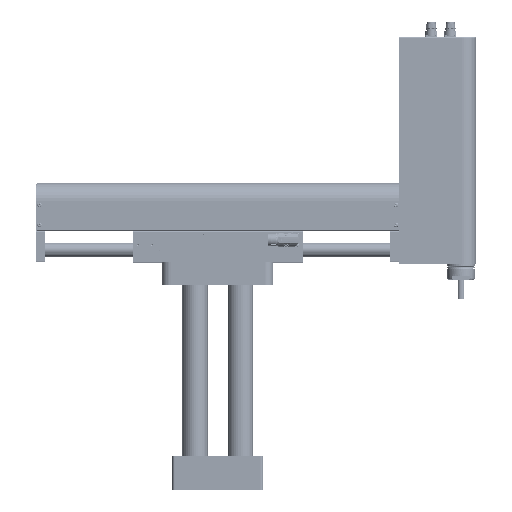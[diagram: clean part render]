
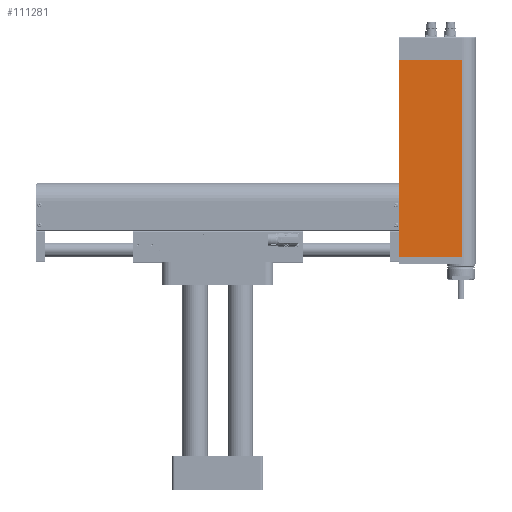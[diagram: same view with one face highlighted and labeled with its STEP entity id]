
A CAD part, top view. The second image highlights one B-rep face of the part: STEP entity #111281.
In plain terms, the highlighted face is planar.
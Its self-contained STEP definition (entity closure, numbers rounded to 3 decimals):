
#420 = AXIS2_PLACEMENT_3D ( 'NONE', #66566, #247467, #1236 ) ;
#1236 = DIRECTION ( 'NONE',  ( 1., 0., 0. ) ) ;
#2461 = CARTESIAN_POINT ( 'NONE',  ( 67., 25., 0. ) ) ;
#3365 = DIRECTION ( 'NONE',  ( -1., 0., 0. ) ) ;
#10400 = VERTEX_POINT ( 'NONE', #2461 ) ;
#19685 = CARTESIAN_POINT ( 'NONE',  ( 67., 25., 347. ) ) ;
#30306 = EDGE_CURVE ( 'NONE', #10400, #254496, #258343, .T. ) ;
#43079 = VECTOR ( 'NONE', #3365, 1000. ) ;
#51782 = ORIENTED_EDGE ( 'NONE', *, *, #259881, .T. ) ;
#66566 = CARTESIAN_POINT ( 'NONE',  ( -67.5, 25., 347. ) ) ;
#67191 = ORIENTED_EDGE ( 'NONE', *, *, #30306, .T. ) ;
#70246 = ORIENTED_EDGE ( 'NONE', *, *, #129794, .F. ) ;
#74317 = VECTOR ( 'NONE', #85987, 1000. ) ;
#85987 = DIRECTION ( 'NONE',  ( 0., 0., 1. ) ) ;
#88897 = LINE ( 'NONE', #289054, #74317 ) ;
#91457 = EDGE_CURVE ( 'NONE', #254496, #247994, #88897, .T. ) ;
#111281 = ADVANCED_FACE ( 'NONE', ( #248914 ), #183606, .F. ) ;
#116100 = CARTESIAN_POINT ( 'NONE',  ( -67.5, 25., 347. ) ) ;
#116571 = VECTOR ( 'NONE', #263280, 1000. ) ;
#129794 = EDGE_CURVE ( 'NONE', #252624, #247994, #136935, .T. ) ;
#130713 = VECTOR ( 'NONE', #262703, 1000. ) ;
#136935 = LINE ( 'NONE', #116100, #43079 ) ;
#139005 = CARTESIAN_POINT ( 'NONE',  ( -42.5, 25., 0. ) ) ;
#148544 = CARTESIAN_POINT ( 'NONE',  ( -67.5, 25., 0. ) ) ;
#183606 = PLANE ( 'NONE',  #420 ) ;
#189476 = EDGE_LOOP ( 'NONE', ( #70246, #51782, #67191, #272311 ) ) ;
#201417 = LINE ( 'NONE', #261820, #116571 ) ;
#225472 = CARTESIAN_POINT ( 'NONE',  ( -42.5, 25., 347. ) ) ;
#247467 = DIRECTION ( 'NONE',  ( 0., -1., 0. ) ) ;
#247994 = VERTEX_POINT ( 'NONE', #225472 ) ;
#248914 = FACE_OUTER_BOUND ( 'NONE', #189476, .T. ) ;
#252624 = VERTEX_POINT ( 'NONE', #19685 ) ;
#254496 = VERTEX_POINT ( 'NONE', #139005 ) ;
#258343 = LINE ( 'NONE', #148544, #130713 ) ;
#259881 = EDGE_CURVE ( 'NONE', #252624, #10400, #201417, .T. ) ;
#261820 = CARTESIAN_POINT ( 'NONE',  ( 67., 25., 347. ) ) ;
#262703 = DIRECTION ( 'NONE',  ( -1., 0., 0. ) ) ;
#263280 = DIRECTION ( 'NONE',  ( 0., 0., -1. ) ) ;
#272311 = ORIENTED_EDGE ( 'NONE', *, *, #91457, .T. ) ;
#289054 = CARTESIAN_POINT ( 'NONE',  ( -42.5, 25., 347. ) ) ;
